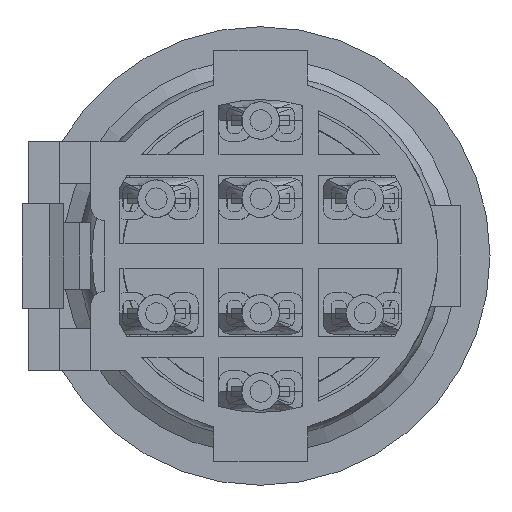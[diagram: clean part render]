
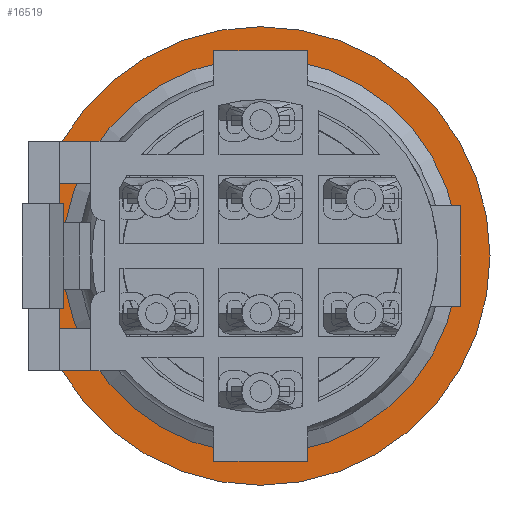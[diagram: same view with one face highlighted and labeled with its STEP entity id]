
A CAD part, front view. The second image highlights one B-rep face of the part: STEP entity #16519.
In plain terms, the highlighted planar face has unit normal (0, -1, 0).
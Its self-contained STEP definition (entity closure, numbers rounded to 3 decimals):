
#389=FACE_BOUND('',#1550,.T.);
#660=FACE_OUTER_BOUND('',#1549,.T.);
#1549=EDGE_LOOP('',(#12172,#12173));
#1550=EDGE_LOOP('',(#12174,#12175));
#2420=CIRCLE('',#17636,8.8);
#2421=CIRCLE('',#17637,8.8);
#2422=CIRCLE('',#17640,11.);
#2423=CIRCLE('',#17641,11.);
#7078=VERTEX_POINT('',#25005);
#7079=VERTEX_POINT('',#25007);
#7080=VERTEX_POINT('',#25012);
#7081=VERTEX_POINT('',#25013);
#8974=EDGE_CURVE('',#7078,#7079,#2420,.T.);
#8975=EDGE_CURVE('',#7079,#7078,#2421,.T.);
#8976=EDGE_CURVE('',#7080,#7081,#2422,.T.);
#8977=EDGE_CURVE('',#7081,#7080,#2423,.T.);
#12172=ORIENTED_EDGE('',*,*,#8976,.F.);
#12173=ORIENTED_EDGE('',*,*,#8977,.F.);
#12174=ORIENTED_EDGE('',*,*,#8975,.F.);
#12175=ORIENTED_EDGE('',*,*,#8974,.F.);
#15840=PLANE('',#17639);
#16519=ADVANCED_FACE('',(#660,#389),#15840,.T.);
#17636=AXIS2_PLACEMENT_3D('',#25008,#20218,#20219);
#17637=AXIS2_PLACEMENT_3D('',#25009,#20220,#20221);
#17639=AXIS2_PLACEMENT_3D('',#25011,#20224,#20225);
#17640=AXIS2_PLACEMENT_3D('',#25014,#20226,#20227);
#17641=AXIS2_PLACEMENT_3D('',#25015,#20228,#20229);
#20218=DIRECTION('center_axis',(0.,-1.,0.));
#20219=DIRECTION('ref_axis',(-1.,0.,0.));
#20220=DIRECTION('center_axis',(0.,-1.,0.));
#20221=DIRECTION('ref_axis',(-1.,0.,0.));
#20224=DIRECTION('center_axis',(0.,-1.,0.));
#20225=DIRECTION('ref_axis',(0.,0.,
-1.));
#20226=DIRECTION('center_axis',(0.,1.,0.));
#20227=DIRECTION('ref_axis',(-1.,0.,0.));
#20228=DIRECTION('center_axis',(0.,1.,0.));
#20229=DIRECTION('ref_axis',(-1.,0.,0.));
#25005=CARTESIAN_POINT('',(8.8,30.,0.));
#25007=CARTESIAN_POINT('',(-8.8,30.,0.));
#25008=CARTESIAN_POINT('Origin',(0.,30.,0.));
#25009=CARTESIAN_POINT('Origin',(0.,30.,0.));
#25011=CARTESIAN_POINT('Origin',(-10.25,30.,0.));
#25012=CARTESIAN_POINT('',(-11.,30.,0.));
#25013=CARTESIAN_POINT('',(11.,30.,0.));
#25014=CARTESIAN_POINT('Origin',(0.,30.,0.));
#25015=CARTESIAN_POINT('Origin',(0.,30.,0.));
